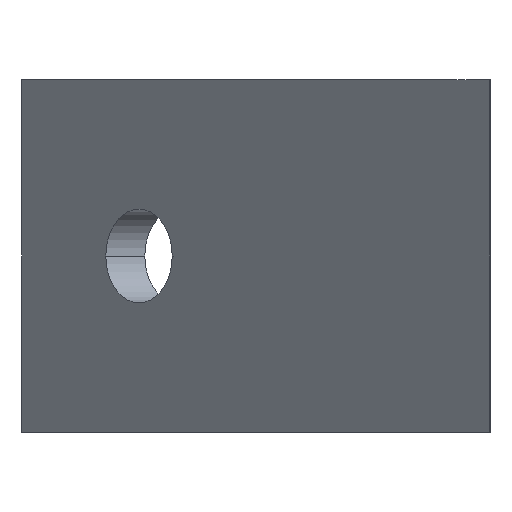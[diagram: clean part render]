
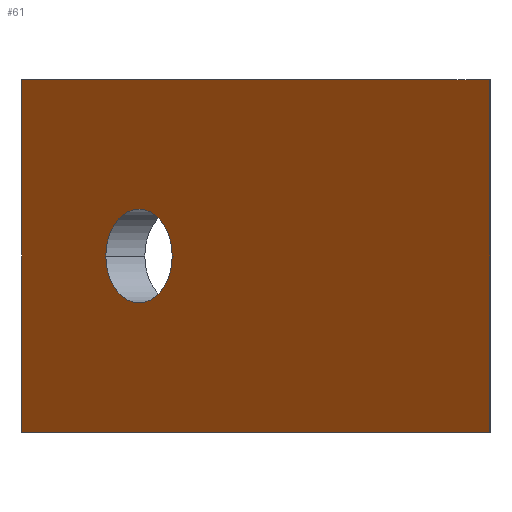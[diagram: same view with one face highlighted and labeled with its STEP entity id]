
A CAD part, left-side view. The second image highlights one B-rep face of the part: STEP entity #61.
In plain terms, the highlighted planar face has unit normal (-0.707, 0.707, 0).
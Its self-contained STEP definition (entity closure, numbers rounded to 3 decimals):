
#3 = CARTESIAN_POINT ( 'NONE',  ( 0., 0., 16. ) ) ;
#9 = VECTOR ( 'NONE', #718, 1000. ) ;
#22 = DIRECTION ( 'NONE',  ( -0.707, 0.707, 0. ) ) ;
#61 = ADVANCED_FACE ( 'NONE', ( #652, #518 ), #100, .F. ) ;
#100 = PLANE ( 'NONE',  #634 ) ;
#101 = EDGE_LOOP ( 'NONE', ( #201, #510, #359, #203 ) ) ;
#109 = VECTOR ( 'NONE', #427, 1000. ) ;
#113 = VECTOR ( 'NONE', #696, 1000. ) ;
#118 = EDGE_CURVE ( 'NONE', #645, #333, #503, .T. ) ;
#164 = VERTEX_POINT ( 'NONE', #612 ) ;
#175 = EDGE_CURVE ( 'NONE', #712, #400, #546, .T. ) ;
#201 = ORIENTED_EDGE ( 'NONE', *, *, #442, .T. ) ;
#203 = ORIENTED_EDGE ( 'NONE', *, *, #175, .T. ) ;
#208 = CARTESIAN_POINT ( 'NONE',  ( 34.825, 34.825, 0. ) ) ;
#217 = EDGE_LOOP ( 'NONE', ( #574, #393 ) ) ;
#218 = DIRECTION ( 'NONE',  ( 0.707, 0.707, 0. ) ) ;
#239 = VERTEX_POINT ( 'NONE', #791 ) ;
#244 = VECTOR ( 'NONE', #498, 1000. ) ;
#252 = AXIS2_PLACEMENT_3D ( 'NONE', #466, #587, #724 ) ;
#283 = EDGE_CURVE ( 'NONE', #333, #645, #520, .T. ) ;
#299 = CARTESIAN_POINT ( 'NONE',  ( 0., 0., 16. ) ) ;
#301 = CARTESIAN_POINT ( 'NONE',  ( 42.426, 42.426, 16. ) ) ;
#333 = VERTEX_POINT ( 'NONE', #208 ) ;
#347 = CARTESIAN_POINT ( 'NONE',  ( 0., 0., -16. ) ) ;
#359 = ORIENTED_EDGE ( 'NONE', *, *, #375, .F. ) ;
#375 = EDGE_CURVE ( 'NONE', #712, #239, #385, .T. ) ;
#385 = LINE ( 'NONE', #504, #113 ) ;
#392 = CARTESIAN_POINT ( 'NONE',  ( 31.82, 31.82, 0. ) ) ;
#393 = ORIENTED_EDGE ( 'NONE', *, *, #283, .F. ) ;
#400 = VERTEX_POINT ( 'NONE', #569 ) ;
#427 = DIRECTION ( 'NONE',  ( 0., 0., -1. ) ) ;
#442 = EDGE_CURVE ( 'NONE', #400, #164, #467, .T. ) ;
#466 = CARTESIAN_POINT ( 'NONE',  ( 31.82, 31.82, 0. ) ) ;
#467 = LINE ( 'NONE', #347, #9 ) ;
#498 = DIRECTION ( 'NONE',  ( 0., 0., -1. ) ) ;
#503 = CIRCLE ( 'NONE', #252, 4.25 ) ;
#504 = CARTESIAN_POINT ( 'NONE',  ( 0., 0., 16. ) ) ;
#508 = DIRECTION ( 'NONE',  ( -0.707, -0.707, 0. ) ) ;
#510 = ORIENTED_EDGE ( 'NONE', *, *, #649, .F. ) ;
#518 = FACE_OUTER_BOUND ( 'NONE', #101, .T. ) ;
#520 = CIRCLE ( 'NONE', #727, 4.25 ) ;
#546 = LINE ( 'NONE', #606, #109 ) ;
#562 = LINE ( 'NONE', #3, #244 ) ;
#569 = CARTESIAN_POINT ( 'NONE',  ( 42.426, 42.426, -16. ) ) ;
#574 = ORIENTED_EDGE ( 'NONE', *, *, #118, .F. ) ;
#587 = DIRECTION ( 'NONE',  ( -0.707, 0.707, 0. ) ) ;
#606 = CARTESIAN_POINT ( 'NONE',  ( 42.426, 42.426, 16. ) ) ;
#612 = CARTESIAN_POINT ( 'NONE',  ( 0., 0., -16. ) ) ;
#625 = CARTESIAN_POINT ( 'NONE',  ( 28.815, 28.815, 0. ) ) ;
#634 = AXIS2_PLACEMENT_3D ( 'NONE', #299, #661, #218 ) ;
#645 = VERTEX_POINT ( 'NONE', #625 ) ;
#649 = EDGE_CURVE ( 'NONE', #239, #164, #562, .T. ) ;
#652 = FACE_BOUND ( 'NONE', #217, .T. ) ;
#661 = DIRECTION ( 'NONE',  ( 0.707, -0.707, 0. ) ) ;
#696 = DIRECTION ( 'NONE',  ( -0.707, -0.707, 0. ) ) ;
#712 = VERTEX_POINT ( 'NONE', #301 ) ;
#718 = DIRECTION ( 'NONE',  ( -0.707, -0.707, 0. ) ) ;
#724 = DIRECTION ( 'NONE',  ( -0.707, -0.707, 0. ) ) ;
#727 = AXIS2_PLACEMENT_3D ( 'NONE', #392, #22, #508 ) ;
#791 = CARTESIAN_POINT ( 'NONE',  ( 0., 0., 16. ) ) ;
